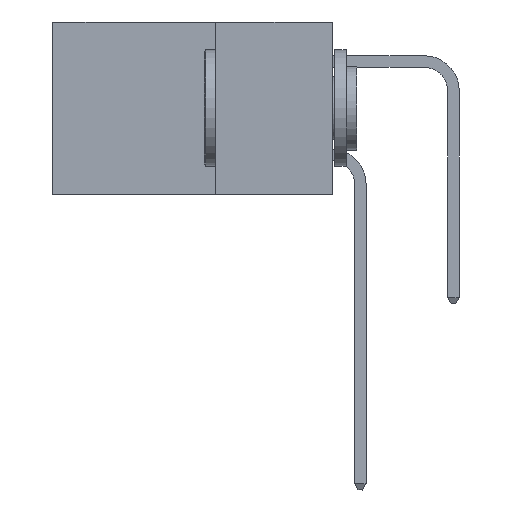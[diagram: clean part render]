
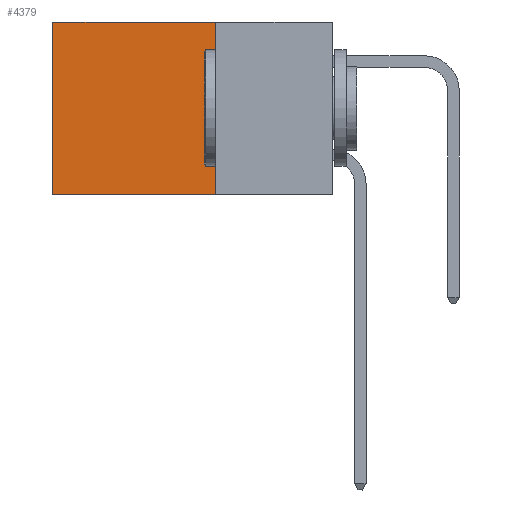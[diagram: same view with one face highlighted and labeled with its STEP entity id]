
A CAD part, left-side view. The second image highlights one B-rep face of the part: STEP entity #4379.
In plain terms, the highlighted planar face has unit normal (-1, 0, 0).
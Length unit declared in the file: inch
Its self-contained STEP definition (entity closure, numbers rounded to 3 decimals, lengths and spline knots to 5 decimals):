
#584 = CARTESIAN_POINT ( 'NONE',  ( 0.298, 0.25, 0. ) ) ;
#590 = CARTESIAN_POINT ( 'NONE',  ( 0.298, 0.6, -0.37 ) ) ;
#1049 = FACE_OUTER_BOUND ( 'NONE', #15146, .T. ) ;
#1122 = DIRECTION ( 'NONE',  ( 1., 0., 0. ) ) ;
#1314 = PLANE ( 'NONE',  #7940 ) ;
#1409 = LINE ( 'NONE', #6455, #8488 ) ;
#2023 = ORIENTED_EDGE ( 'NONE', *, *, #11477, .T. ) ;
#2782 = CARTESIAN_POINT ( 'NONE',  ( 0.298, 0.6, 0. ) ) ;
#2888 = VECTOR ( 'NONE', #16929, 39.37008 ) ;
#3393 = CARTESIAN_POINT ( 'NONE',  ( 0.298, 0.6, 0. ) ) ;
#4162 = VECTOR ( 'NONE', #5316, 39.37008 ) ;
#4324 = ORIENTED_EDGE ( 'NONE', *, *, #8845, .F. ) ;
#4379 = ADVANCED_FACE ( 'NONE', ( #1049 ), #1314, .F. ) ;
#4424 = EDGE_CURVE ( 'NONE', #19185, #16833, #16630, .T. ) ;
#5316 = DIRECTION ( 'NONE',  ( 0., 0., -1. ) ) ;
#5528 = VERTEX_POINT ( 'NONE', #2782 ) ;
#6455 = CARTESIAN_POINT ( 'NONE',  ( 0.298, 0.25, 0. ) ) ;
#6635 = CARTESIAN_POINT ( 'NONE',  ( 0.298, 0.25, 0. ) ) ;
#7940 = AXIS2_PLACEMENT_3D ( 'NONE', #13042, #1122, #11528 ) ;
#7947 = DIRECTION ( 'NONE',  ( 0., 1., 0. ) ) ;
#8022 = VERTEX_POINT ( 'NONE', #590 ) ;
#8488 = VECTOR ( 'NONE', #7947, 39.37008 ) ;
#8845 = EDGE_CURVE ( 'NONE', #16833, #8022, #11214, .T. ) ;
#9327 = ORIENTED_EDGE ( 'NONE', *, *, #4424, .F. ) ;
#10759 = VECTOR ( 'NONE', #15952, 39.37008 ) ;
#11184 = ORIENTED_EDGE ( 'NONE', *, *, #17173, .T. ) ;
#11214 = LINE ( 'NONE', #18883, #10759 ) ;
#11477 = EDGE_CURVE ( 'NONE', #5528, #8022, #14888, .T. ) ;
#11528 = DIRECTION ( 'NONE',  ( 0., 0., -1. ) ) ;
#13042 = CARTESIAN_POINT ( 'NONE',  ( 0.298, 0.25, 0. ) ) ;
#14888 = LINE ( 'NONE', #3393, #2888 ) ;
#15146 = EDGE_LOOP ( 'NONE', ( #2023, #4324, #9327, #11184 ) ) ;
#15952 = DIRECTION ( 'NONE',  ( 0., 1., 0. ) ) ;
#16630 = LINE ( 'NONE', #6635, #4162 ) ;
#16833 = VERTEX_POINT ( 'NONE', #19102 ) ;
#16929 = DIRECTION ( 'NONE',  ( 0., 0., -1. ) ) ;
#17173 = EDGE_CURVE ( 'NONE', #19185, #5528, #1409, .T. ) ;
#18883 = CARTESIAN_POINT ( 'NONE',  ( 0.298, 0.25, -0.37 ) ) ;
#19102 = CARTESIAN_POINT ( 'NONE',  ( 0.298, 0.25, -0.37 ) ) ;
#19185 = VERTEX_POINT ( 'NONE', #584 ) ;
